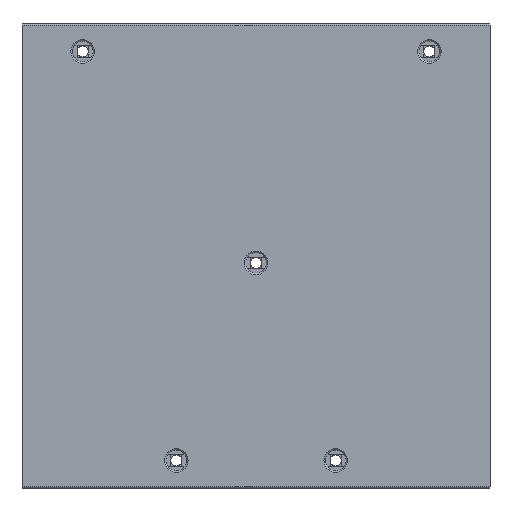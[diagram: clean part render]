
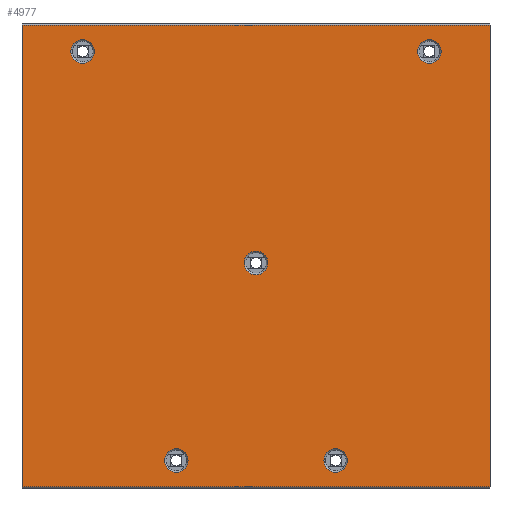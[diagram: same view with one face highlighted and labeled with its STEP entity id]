
A CAD part, front view. The second image highlights one B-rep face of the part: STEP entity #4977.
In plain terms, the highlighted planar face has unit normal (0, -1, 0).
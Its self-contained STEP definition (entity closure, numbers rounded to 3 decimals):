
#107 = EDGE_LOOP ( 'NONE', ( #3180, #4795 ) ) ;
#146 = ORIENTED_EDGE ( 'NONE', *, *, #2865, .T. ) ;
#164 = CARTESIAN_POINT ( 'NONE',  ( 0., 0., 0. ) ) ;
#175 = AXIS2_PLACEMENT_3D ( 'NONE', #1611, #5274, #3205 ) ;
#203 = AXIS2_PLACEMENT_3D ( 'NONE', #3476, #5093, #3972 ) ;
#223 = EDGE_CURVE ( 'NONE', #4451, #4725, #1794, .T. ) ;
#281 = AXIS2_PLACEMENT_3D ( 'NONE', #3908, #330, #1952 ) ;
#282 = CARTESIAN_POINT ( 'NONE',  ( 175.5, 0., -129. ) ) ;
#330 = DIRECTION ( 'NONE',  ( 0., 1., 0. ) ) ;
#416 = CARTESIAN_POINT ( 'NONE',  ( 175.5, 0., -132.4 ) ) ;
#562 = CARTESIAN_POINT ( 'NONE',  ( 102.5, 0., -11. ) ) ;
#573 = DIRECTION ( 'NONE',  ( 0., 0., 1. ) ) ;
#676 = CARTESIAN_POINT ( 'NONE',  ( 152.5, 0., -75.4 ) ) ;
#686 = DIRECTION ( 'NONE',  ( 0., 0., 1. ) ) ;
#737 = AXIS2_PLACEMENT_3D ( 'NONE', #282, #1884, #4324 ) ;
#764 = CARTESIAN_POINT ( 'NONE',  ( 220., 0., -3.46 ) ) ;
#805 = ORIENTED_EDGE ( 'NONE', *, *, #3910, .T. ) ;
#837 = EDGE_LOOP ( 'NONE', ( #1729, #1740, #146, #1096 ) ) ;
#883 = CIRCLE ( 'NONE', #281, 3.4 ) ;
#884 = CARTESIAN_POINT ( 'NONE',  ( 202.5, 0., -11. ) ) ;
#954 = CIRCLE ( 'NONE', #5042, 3.4 ) ;
#977 = DIRECTION ( 'NONE',  ( 0., 1., 0. ) ) ;
#995 = DIRECTION ( 'NONE',  ( 0., 0., 1. ) ) ;
#1000 = AXIS2_PLACEMENT_3D ( 'NONE', #164, #977, #573 ) ;
#1005 = CARTESIAN_POINT ( 'NONE',  ( 85., 0., -136.54 ) ) ;
#1035 = EDGE_LOOP ( 'NONE', ( #4809, #4693 ) ) ;
#1096 = ORIENTED_EDGE ( 'NONE', *, *, #2825, .F. ) ;
#1109 = CARTESIAN_POINT ( 'NONE',  ( 202.5, 0., -7.6 ) ) ;
#1146 = AXIS2_PLACEMENT_3D ( 'NONE', #2250, #2729, #686 ) ;
#1189 = VERTEX_POINT ( 'NONE', #4004 ) ;
#1319 = EDGE_CURVE ( 'NONE', #2206, #5142, #1961, .T. ) ;
#1408 = EDGE_CURVE ( 'NONE', #4725, #4451, #954, .T. ) ;
#1435 = CARTESIAN_POINT ( 'NONE',  ( 102.5, 0., -11. ) ) ;
#1448 = ORIENTED_EDGE ( 'NONE', *, *, #2522, .T. ) ;
#1517 = CARTESIAN_POINT ( 'NONE',  ( 129.5, 0., -132.4 ) ) ;
#1593 = CARTESIAN_POINT ( 'NONE',  ( 85., 0., -3.46 ) ) ;
#1611 = CARTESIAN_POINT ( 'NONE',  ( 175.5, 0., -129. ) ) ;
#1729 = ORIENTED_EDGE ( 'NONE', *, *, #2977, .T. ) ;
#1740 = ORIENTED_EDGE ( 'NONE', *, *, #5091, .F. ) ;
#1794 = CIRCLE ( 'NONE', #2737, 3.4 ) ;
#1795 = PLANE ( 'NONE',  #1000 ) ;
#1840 = ORIENTED_EDGE ( 'NONE', *, *, #1319, .T. ) ;
#1884 = DIRECTION ( 'NONE',  ( 0., 1., 0. ) ) ;
#1952 = DIRECTION ( 'NONE',  ( 0., 0., 1. ) ) ;
#1961 = CIRCLE ( 'NONE', #4185, 3.4 ) ;
#1978 = EDGE_CURVE ( 'NONE', #3597, #4043, #3080, .T. ) ;
#1991 = CARTESIAN_POINT ( 'NONE',  ( 0., 0., -3.46 ) ) ;
#2124 = CARTESIAN_POINT ( 'NONE',  ( 152.5, 0., -72. ) ) ;
#2152 = VECTOR ( 'NONE', #2748, 1000. ) ;
#2176 = EDGE_CURVE ( 'NONE', #2326, #4329, #3331, .T. ) ;
#2206 = VERTEX_POINT ( 'NONE', #2939 ) ;
#2218 = FACE_OUTER_BOUND ( 'NONE', #837, .T. ) ;
#2250 = CARTESIAN_POINT ( 'NONE',  ( 152.5, 0., -72. ) ) ;
#2301 = CARTESIAN_POINT ( 'NONE',  ( 85., 0., 0. ) ) ;
#2326 = VERTEX_POINT ( 'NONE', #5132 ) ;
#2379 = LINE ( 'NONE', #2301, #3377 ) ;
#2522 = EDGE_CURVE ( 'NONE', #2708, #1189, #4882, .T. ) ;
#2583 = CIRCLE ( 'NONE', #1146, 3.4 ) ;
#2610 = DIRECTION ( 'NONE',  ( 0., 1., 0. ) ) ;
#2611 = VERTEX_POINT ( 'NONE', #4191 ) ;
#2674 = CIRCLE ( 'NONE', #737, 3.4 ) ;
#2679 = LINE ( 'NONE', #4793, #4969 ) ;
#2708 = VERTEX_POINT ( 'NONE', #676 ) ;
#2729 = DIRECTION ( 'NONE',  ( 0., 1., 0. ) ) ;
#2737 = AXIS2_PLACEMENT_3D ( 'NONE', #1435, #3477, #4181 ) ;
#2748 = DIRECTION ( 'NONE',  ( 0., 0., -1. ) ) ;
#2825 = EDGE_CURVE ( 'NONE', #4889, #2611, #3569, .T. ) ;
#2851 = ORIENTED_EDGE ( 'NONE', *, *, #1978, .T. ) ;
#2865 = EDGE_CURVE ( 'NONE', #4366, #2611, #2679, .T. ) ;
#2911 = AXIS2_PLACEMENT_3D ( 'NONE', #3386, #3411, #995 ) ;
#2924 = EDGE_CURVE ( 'NONE', #1189, #2708, #2583, .T. ) ;
#2939 = CARTESIAN_POINT ( 'NONE',  ( 202.5, 0., -14.4 ) ) ;
#2955 = EDGE_CURVE ( 'NONE', #4329, #2326, #883, .T. ) ;
#2977 = EDGE_CURVE ( 'NONE', #4889, #4435, #4803, .T. ) ;
#3047 = FACE_BOUND ( 'NONE', #5056, .T. ) ;
#3070 = FACE_BOUND ( 'NONE', #5252, .T. ) ;
#3080 = CIRCLE ( 'NONE', #175, 3.4 ) ;
#3132 = DIRECTION ( 'NONE',  ( 1., 0., 0. ) ) ;
#3180 = ORIENTED_EDGE ( 'NONE', *, *, #223, .T. ) ;
#3205 = DIRECTION ( 'NONE',  ( 0., 0., 1. ) ) ;
#3208 = CARTESIAN_POINT ( 'NONE',  ( 102.5, 0., -14.4 ) ) ;
#3303 = CARTESIAN_POINT ( 'NONE',  ( 175.5, 0., -125.6 ) ) ;
#3331 = CIRCLE ( 'NONE', #2911, 3.4 ) ;
#3377 = VECTOR ( 'NONE', #4743, 1000. ) ;
#3380 = ORIENTED_EDGE ( 'NONE', *, *, #2924, .T. ) ;
#3386 = CARTESIAN_POINT ( 'NONE',  ( 129.5, 0., -129. ) ) ;
#3400 = DIRECTION ( 'NONE',  ( 0., 1., 0. ) ) ;
#3411 = DIRECTION ( 'NONE',  ( 0., 1., 0. ) ) ;
#3476 = CARTESIAN_POINT ( 'NONE',  ( 202.5, 0., -11. ) ) ;
#3477 = DIRECTION ( 'NONE',  ( 0., 1., 0. ) ) ;
#3569 = LINE ( 'NONE', #5209, #2152 ) ;
#3597 = VERTEX_POINT ( 'NONE', #3303 ) ;
#3614 = DIRECTION ( 'NONE',  ( -1., 0., 0. ) ) ;
#3752 = DIRECTION ( 'NONE',  ( 0., 1., 0. ) ) ;
#3811 = DIRECTION ( 'NONE',  ( 0., 0., 1. ) ) ;
#3819 = CARTESIAN_POINT ( 'NONE',  ( 102.5, 0., -7.6 ) ) ;
#3880 = FACE_BOUND ( 'NONE', #107, .T. ) ;
#3908 = CARTESIAN_POINT ( 'NONE',  ( 129.5, 0., -129. ) ) ;
#3910 = EDGE_CURVE ( 'NONE', #4043, #3597, #2674, .T. ) ;
#3948 = AXIS2_PLACEMENT_3D ( 'NONE', #2124, #3752, #3811 ) ;
#3955 = ORIENTED_EDGE ( 'NONE', *, *, #4295, .T. ) ;
#3972 = DIRECTION ( 'NONE',  ( 0., 0., 1. ) ) ;
#4004 = CARTESIAN_POINT ( 'NONE',  ( 152.5, 0., -68.6 ) ) ;
#4036 = VECTOR ( 'NONE', #3614, 1000. ) ;
#4043 = VERTEX_POINT ( 'NONE', #416 ) ;
#4181 = DIRECTION ( 'NONE',  ( 0., 0., 1. ) ) ;
#4185 = AXIS2_PLACEMENT_3D ( 'NONE', #884, #3400, #4934 ) ;
#4191 = CARTESIAN_POINT ( 'NONE',  ( 220., 0., -136.54 ) ) ;
#4214 = EDGE_LOOP ( 'NONE', ( #1840, #3955 ) ) ;
#4295 = EDGE_CURVE ( 'NONE', #5142, #2206, #4816, .T. ) ;
#4324 = DIRECTION ( 'NONE',  ( 0., 0., 1. ) ) ;
#4329 = VERTEX_POINT ( 'NONE', #1517 ) ;
#4366 = VERTEX_POINT ( 'NONE', #1005 ) ;
#4435 = VERTEX_POINT ( 'NONE', #1593 ) ;
#4451 = VERTEX_POINT ( 'NONE', #3208 ) ;
#4535 = DIRECTION ( 'NONE',  ( 0., 0., 1. ) ) ;
#4629 = FACE_BOUND ( 'NONE', #1035, .T. ) ;
#4683 = FACE_BOUND ( 'NONE', #4214, .T. ) ;
#4693 = ORIENTED_EDGE ( 'NONE', *, *, #2176, .T. ) ;
#4725 = VERTEX_POINT ( 'NONE', #3819 ) ;
#4743 = DIRECTION ( 'NONE',  ( 0., 0., 1. ) ) ;
#4793 = CARTESIAN_POINT ( 'NONE',  ( 0., 0., -136.54 ) ) ;
#4795 = ORIENTED_EDGE ( 'NONE', *, *, #1408, .T. ) ;
#4803 = LINE ( 'NONE', #1991, #4036 ) ;
#4809 = ORIENTED_EDGE ( 'NONE', *, *, #2955, .T. ) ;
#4816 = CIRCLE ( 'NONE', #203, 3.4 ) ;
#4882 = CIRCLE ( 'NONE', #3948, 3.4 ) ;
#4889 = VERTEX_POINT ( 'NONE', #764 ) ;
#4934 = DIRECTION ( 'NONE',  ( 0., 0., 1. ) ) ;
#4969 = VECTOR ( 'NONE', #3132, 1000. ) ;
#4977 = ADVANCED_FACE ( 'NONE', ( #2218, #3070, #3880, #4629, #4683, #3047 ), #1795, .F. ) ;
#5042 = AXIS2_PLACEMENT_3D ( 'NONE', #562, #2610, #4535 ) ;
#5056 = EDGE_LOOP ( 'NONE', ( #1448, #3380 ) ) ;
#5091 = EDGE_CURVE ( 'NONE', #4366, #4435, #2379, .T. ) ;
#5093 = DIRECTION ( 'NONE',  ( 0., 1., 0. ) ) ;
#5132 = CARTESIAN_POINT ( 'NONE',  ( 129.5, 0., -125.6 ) ) ;
#5142 = VERTEX_POINT ( 'NONE', #1109 ) ;
#5209 = CARTESIAN_POINT ( 'NONE',  ( 220., 0., 0. ) ) ;
#5252 = EDGE_LOOP ( 'NONE', ( #805, #2851 ) ) ;
#5274 = DIRECTION ( 'NONE',  ( 0., 1., 0. ) ) ;
